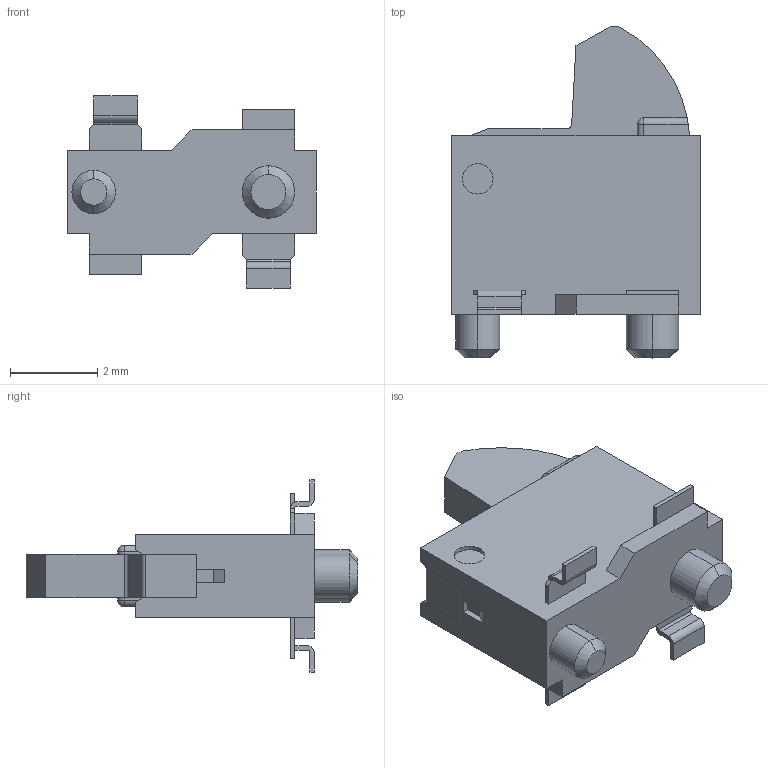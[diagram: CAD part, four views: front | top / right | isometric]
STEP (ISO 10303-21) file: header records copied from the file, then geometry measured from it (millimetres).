
FILE_DESCRIPTION (( 'STEP AP214' ), '1' );
FILE_NAME ('ESE-22MV21T.STEP', '2021-04-24T18:13:19', ( '' ), ( '' ), 'SwSTEP 2.0', 'SolidWorks 2017', '' );
FILE_SCHEMA (( 'AUTOMOTIVE_DESIGN' ));
Length unit declared in the file: millimetre
Products named in the file (1): ESE-22MV21T
Bounding box: 5.7 x 7.6 x 4.4 mm (x, y, z)
Volume: 53.4 mm3; surface area: 169.9 mm2
Topology: 6 solids, 6 shells, 129 faces, 322 edges, 206 vertices
Faces by surface type: plane 98, cylinder 25, cone 4, sphere 2
Entity records: 3877 total; most frequent: CARTESIAN_POINT 686, ORIENTED_EDGE 640, DIRECTION 632, EDGE_CURVE 320, VECTOR 264, LINE 264, VERTEX_POINT 206, AXIS2_PLACEMENT_3D 184
